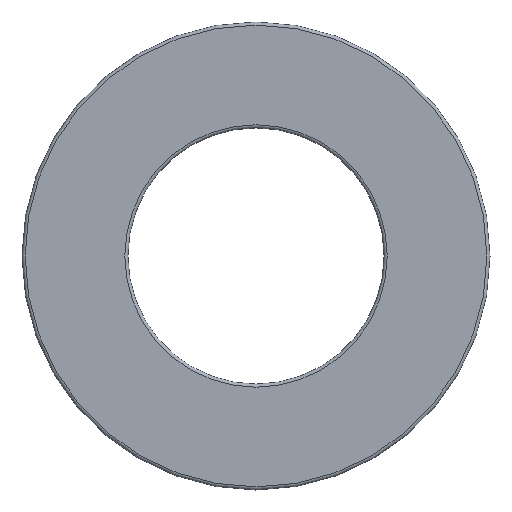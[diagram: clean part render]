
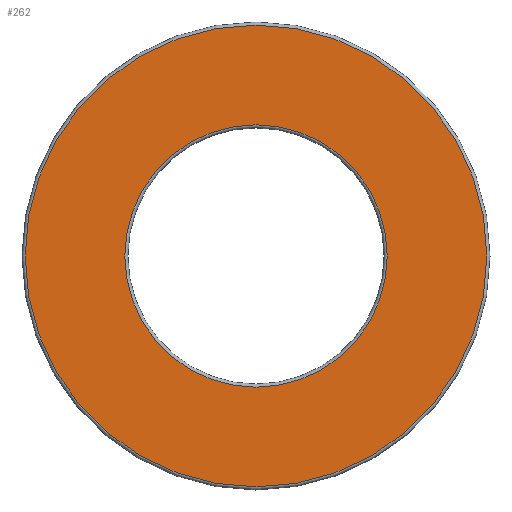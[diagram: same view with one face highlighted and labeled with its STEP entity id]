
A CAD part, left-side view. The second image highlights one B-rep face of the part: STEP entity #262.
In plain terms, the highlighted planar face has unit normal (-1, 0, 0).
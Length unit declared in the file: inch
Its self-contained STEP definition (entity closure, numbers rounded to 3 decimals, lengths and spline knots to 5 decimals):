
#179 = CARTESIAN_POINT ( 'NONE',  ( -0.406, 0., 0. ) ) ;
#243 = VERTEX_POINT ( 'NONE', #1132 ) ;
#262 = ADVANCED_FACE ( 'NONE', ( #934, #270 ), #563, .F. ) ;
#270 = FACE_OUTER_BOUND ( 'NONE', #454, .T. ) ;
#296 = DIRECTION ( 'NONE',  ( 0., 0., 1. ) ) ;
#412 = DIRECTION ( 'NONE',  ( -1., 0., 0. ) ) ;
#454 = EDGE_LOOP ( 'NONE', ( #660 ) ) ;
#460 = CARTESIAN_POINT ( 'NONE',  ( -0.406, 0., 0. ) ) ;
#517 = CIRCLE ( 'NONE', #712, 1.46438 ) ;
#533 = CARTESIAN_POINT ( 'NONE',  ( -0.406, 0., 0. ) ) ;
#563 = PLANE ( 'NONE',  #642 ) ;
#642 = AXIS2_PLACEMENT_3D ( 'NONE', #460, #703, #1246 ) ;
#660 = ORIENTED_EDGE ( 'NONE', *, *, #816, .T. ) ;
#703 = DIRECTION ( 'NONE',  ( 1., 0., 0. ) ) ;
#712 = AXIS2_PLACEMENT_3D ( 'NONE', #179, #412, #1312 ) ;
#774 = EDGE_CURVE ( 'NONE', #1125, #1125, #824, .T. ) ;
#816 = EDGE_CURVE ( 'NONE', #243, #243, #517, .T. ) ;
#824 = CIRCLE ( 'NONE', #1397, 0.8325 ) ;
#934 = FACE_BOUND ( 'NONE', #1309, .T. ) ;
#1082 = DIRECTION ( 'NONE',  ( -1., 0., 0. ) ) ;
#1125 = VERTEX_POINT ( 'NONE', #1273 ) ;
#1132 = CARTESIAN_POINT ( 'NONE',  ( -0.406, 0., 1.46438 ) ) ;
#1236 = ORIENTED_EDGE ( 'NONE', *, *, #774, .F. ) ;
#1246 = DIRECTION ( 'NONE',  ( 0., 0., -1. ) ) ;
#1273 = CARTESIAN_POINT ( 'NONE',  ( -0.406, 0., 0.8325 ) ) ;
#1309 = EDGE_LOOP ( 'NONE', ( #1236 ) ) ;
#1312 = DIRECTION ( 'NONE',  ( 0., 0., 1. ) ) ;
#1397 = AXIS2_PLACEMENT_3D ( 'NONE', #533, #1082, #296 ) ;
